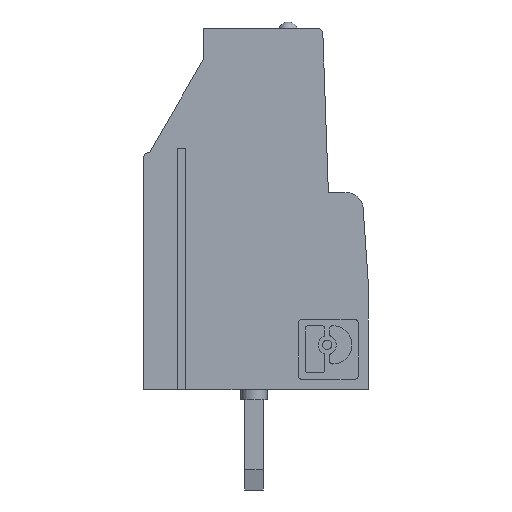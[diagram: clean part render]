
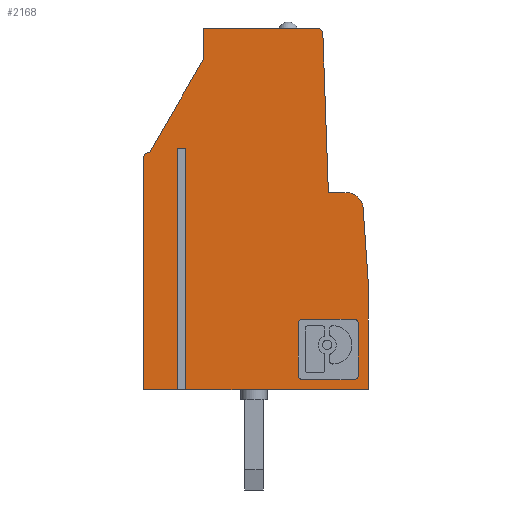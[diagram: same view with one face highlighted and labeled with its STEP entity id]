
A CAD part, left-side view. The second image highlights one B-rep face of the part: STEP entity #2168.
In plain terms, the highlighted planar face has unit normal (-1, 0, 0).
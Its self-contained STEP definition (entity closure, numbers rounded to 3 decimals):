
#539 = VERTEX_POINT('',#540);
#540 = CARTESIAN_POINT('',(-2.515,5.6,12.));
#546 = EDGE_CURVE('',#547,#539,#549,.T.);
#547 = VERTEX_POINT('',#548);
#548 = CARTESIAN_POINT('',(-2.515,5.3,12.3));
#549 = CIRCLE('',#550,0.3);
#550 = AXIS2_PLACEMENT_3D('',#551,#552,#553);
#551 = CARTESIAN_POINT('',(-2.515,5.3,12.));
#552 = DIRECTION('',(-1.,0.,0.));
#553 = DIRECTION('',(0.,-1.,0.));
#581 = VERTEX_POINT('',#582);
#582 = CARTESIAN_POINT('',(-2.515,2.6,16.977));
#595 = EDGE_CURVE('',#581,#547,#596,.T.);
#596 = LINE('',#597,#598);
#597 = CARTESIAN_POINT('',(-2.515,55.695,
    -74.986));
#598 = VECTOR('',#599,1.);
#599 = DIRECTION('',(0.,0.5,-0.866));
#1500 = VERTEX_POINT('',#1501);
#1501 = CARTESIAN_POINT('',(-2.515,-4.533,10.3
    ));
#1507 = EDGE_CURVE('',#1508,#1500,#1510,.T.);
#1508 = VERTEX_POINT('',#1509);
#1509 = CARTESIAN_POINT('',(-2.515,-5.331,
    9.555));
#1510 = CIRCLE('',#1511,0.8);
#1511 = AXIS2_PLACEMENT_3D('',#1512,#1513,#1514);
#1512 = CARTESIAN_POINT('',(-2.515,-4.533,9.5)
  );
#1513 = DIRECTION('',(-1.,0.,0.));
#1514 = DIRECTION('',(0.,-1.,0.));
#1753 = VERTEX_POINT('',#1754);
#1754 = CARTESIAN_POINT('',(-2.515,-5.6,0.5));
#1762 = VERTEX_POINT('',#1763);
#1763 = CARTESIAN_POINT('',(-2.515,-5.6,5.67));
#1769 = EDGE_CURVE('',#1753,#1762,#1770,.T.);
#1770 = LINE('',#1771,#1772);
#1771 = CARTESIAN_POINT('',(-2.515,-5.6,-74.986));
#1772 = VECTOR('',#1773,1.);
#1773 = DIRECTION('',(0.,0.,1.));
#1784 = EDGE_CURVE('',#1762,#1508,#1785,.T.);
#1785 = LINE('',#1786,#1787);
#1786 = CARTESIAN_POINT('',(-2.515,-11.174,
    -74.986));
#1787 = VECTOR('',#1788,1.);
#1788 = DIRECTION('',(0.,0.069,
    0.998));
#1818 = VERTEX_POINT('',#1819);
#1819 = CARTESIAN_POINT('',(-2.515,-3.603,
    10.3));
#1825 = EDGE_CURVE('',#1500,#1818,#1826,.T.);
#1826 = LINE('',#1827,#1828);
#1827 = CARTESIAN_POINT('',(-2.515,-39.897,
    10.3));
#1828 = VECTOR('',#1829,1.);
#1829 = DIRECTION('',(0.,1.,0.));
#1905 = VERTEX_POINT('',#1906);
#1906 = CARTESIAN_POINT('',(-2.515,3.907,12.5));
#1912 = EDGE_CURVE('',#1905,#1913,#1915,.T.);
#1913 = VERTEX_POINT('',#1914);
#1914 = CARTESIAN_POINT('',(-2.515,3.907,0.5));
#1915 = LINE('',#1916,#1917);
#1916 = CARTESIAN_POINT('',(-2.515,3.907,-74.986));
#1917 = VECTOR('',#1918,1.);
#1918 = DIRECTION('',(0.,0.,-1.));
#2122 = VERTEX_POINT('',#2123);
#2123 = CARTESIAN_POINT('',(-2.515,3.493,12.5));
#2129 = EDGE_CURVE('',#1905,#2122,#2130,.T.);
#2130 = LINE('',#2131,#2132);
#2131 = CARTESIAN_POINT('',(-2.515,-39.897,
    12.5));
#2132 = VECTOR('',#2133,1.);
#2133 = DIRECTION('',(0.,-1.,0.));
#2148 = EDGE_CURVE('',#2122,#2149,#2151,.T.);
#2149 = VERTEX_POINT('',#2150);
#2150 = CARTESIAN_POINT('',(-2.515,3.493,0.5));
#2151 = LINE('',#2152,#2153);
#2152 = CARTESIAN_POINT('',(-2.515,3.493,-74.986));
#2153 = VECTOR('',#2154,1.);
#2154 = DIRECTION('',(0.,0.,-1.));
#2168 = ADVANCED_FACE('',(#2169,#2231),#2301,.T.);
#2169 = FACE_BOUND('',#2170,.T.);
#2170 = EDGE_LOOP('',(#2171,#2182,#2190,#2196,#2197,#2198,#2206,#2212,
    #2213,#2214,#2215,#2221,#2222,#2223,#2224,#2225));
#2171 = ORIENTED_EDGE('',*,*,#2172,.T.);
#2172 = EDGE_CURVE('',#2173,#2175,#2177,.T.);
#2173 = VERTEX_POINT('',#2174);
#2174 = CARTESIAN_POINT('',(-2.515,-3.327,
    18.21));
#2175 = VERTEX_POINT('',#2176);
#2176 = CARTESIAN_POINT('',(-2.515,-3.027,
    18.5));
#2177 = CIRCLE('',#2178,0.3);
#2178 = AXIS2_PLACEMENT_3D('',#2179,#2180,#2181);
#2179 = CARTESIAN_POINT('',(-2.515,-3.027,
    18.2));
#2180 = DIRECTION('',(-1.,0.,0.));
#2181 = DIRECTION('',(0.,-1.,0.));
#2182 = ORIENTED_EDGE('',*,*,#2183,.F.);
#2183 = EDGE_CURVE('',#2184,#2175,#2186,.T.);
#2184 = VERTEX_POINT('',#2185);
#2185 = CARTESIAN_POINT('',(-2.515,2.6,18.5));
#2186 = LINE('',#2187,#2188);
#2187 = CARTESIAN_POINT('',(-2.515,-39.897,
    18.5));
#2188 = VECTOR('',#2189,1.);
#2189 = DIRECTION('',(0.,-1.,0.));
#2190 = ORIENTED_EDGE('',*,*,#2191,.T.);
#2191 = EDGE_CURVE('',#2184,#581,#2192,.T.);
#2192 = LINE('',#2193,#2194);
#2193 = CARTESIAN_POINT('',(-2.515,2.6,-74.986));
#2194 = VECTOR('',#2195,1.);
#2195 = DIRECTION('',(0.,0.,-1.));
#2196 = ORIENTED_EDGE('',*,*,#595,.T.);
#2197 = ORIENTED_EDGE('',*,*,#546,.T.);
#2198 = ORIENTED_EDGE('',*,*,#2199,.F.);
#2199 = EDGE_CURVE('',#2200,#539,#2202,.T.);
#2200 = VERTEX_POINT('',#2201);
#2201 = CARTESIAN_POINT('',(-2.515,5.6,0.5));
#2202 = LINE('',#2203,#2204);
#2203 = CARTESIAN_POINT('',(-2.515,5.6,-74.986));
#2204 = VECTOR('',#2205,1.);
#2205 = DIRECTION('',(0.,0.,1.));
#2206 = ORIENTED_EDGE('',*,*,#2207,.F.);
#2207 = EDGE_CURVE('',#1913,#2200,#2208,.T.);
#2208 = LINE('',#2209,#2210);
#2209 = CARTESIAN_POINT('',(-2.515,-39.897,
    0.5));
#2210 = VECTOR('',#2211,1.);
#2211 = DIRECTION('',(0.,1.,0.));
#2212 = ORIENTED_EDGE('',*,*,#1912,.F.);
#2213 = ORIENTED_EDGE('',*,*,#2129,.T.);
#2214 = ORIENTED_EDGE('',*,*,#2148,.T.);
#2215 = ORIENTED_EDGE('',*,*,#2216,.F.);
#2216 = EDGE_CURVE('',#1753,#2149,#2217,.T.);
#2217 = LINE('',#2218,#2219);
#2218 = CARTESIAN_POINT('',(-2.515,-39.897,
    0.5));
#2219 = VECTOR('',#2220,1.);
#2220 = DIRECTION('',(0.,1.,0.));
#2221 = ORIENTED_EDGE('',*,*,#1769,.T.);
#2222 = ORIENTED_EDGE('',*,*,#1784,.T.);
#2223 = ORIENTED_EDGE('',*,*,#1507,.T.);
#2224 = ORIENTED_EDGE('',*,*,#1825,.T.);
#2225 = ORIENTED_EDGE('',*,*,#2226,.T.);
#2226 = EDGE_CURVE('',#1818,#2173,#2227,.T.);
#2227 = LINE('',#2228,#2229);
#2228 = CARTESIAN_POINT('',(-2.515,-6.582,
    -74.986));
#2229 = VECTOR('',#2230,1.);
#2230 = DIRECTION('',(0.,0.035,
    0.999));
#2231 = FACE_BOUND('',#2232,.T.);
#2232 = EDGE_LOOP('',(#2233,#2243,#2252,#2260,#2269,#2277,#2286,#2294));
#2233 = ORIENTED_EDGE('',*,*,#2234,.F.);
#2234 = EDGE_CURVE('',#2235,#2237,#2239,.T.);
#2235 = VERTEX_POINT('',#2236);
#2236 = CARTESIAN_POINT('',(-2.515,-2.1,3.789));
#2237 = VERTEX_POINT('',#2238);
#2238 = CARTESIAN_POINT('',(-2.515,-2.1,1.211));
#2239 = LINE('',#2240,#2241);
#2240 = CARTESIAN_POINT('',(-2.515,-2.1,-74.986));
#2241 = VECTOR('',#2242,1.);
#2242 = DIRECTION('',(0.,0.,-1.));
#2243 = ORIENTED_EDGE('',*,*,#2244,.F.);
#2244 = EDGE_CURVE('',#2245,#2235,#2247,.T.);
#2245 = VERTEX_POINT('',#2246);
#2246 = CARTESIAN_POINT('',(-2.515,-2.311,
    4.));
#2247 = CIRCLE('',#2248,0.211);
#2248 = AXIS2_PLACEMENT_3D('',#2249,#2250,#2251);
#2249 = CARTESIAN_POINT('',(-2.515,-2.311,
    3.789));
#2250 = DIRECTION('',(-1.,0.,0.));
#2251 = DIRECTION('',(0.,-1.,0.));
#2252 = ORIENTED_EDGE('',*,*,#2253,.F.);
#2253 = EDGE_CURVE('',#2254,#2245,#2256,.T.);
#2254 = VERTEX_POINT('',#2255);
#2255 = CARTESIAN_POINT('',(-2.515,-4.889,
    4.));
#2256 = LINE('',#2257,#2258);
#2257 = CARTESIAN_POINT('',(-2.515,-39.897,
    4.));
#2258 = VECTOR('',#2259,1.);
#2259 = DIRECTION('',(0.,1.,0.));
#2260 = ORIENTED_EDGE('',*,*,#2261,.F.);
#2261 = EDGE_CURVE('',#2262,#2254,#2264,.T.);
#2262 = VERTEX_POINT('',#2263);
#2263 = CARTESIAN_POINT('',(-2.515,-5.1,3.789));
#2264 = CIRCLE('',#2265,0.211);
#2265 = AXIS2_PLACEMENT_3D('',#2266,#2267,#2268);
#2266 = CARTESIAN_POINT('',(-2.515,-4.889,
    3.789));
#2267 = DIRECTION('',(-1.,0.,0.));
#2268 = DIRECTION('',(0.,-1.,0.));
#2269 = ORIENTED_EDGE('',*,*,#2270,.T.);
#2270 = EDGE_CURVE('',#2262,#2271,#2273,.T.);
#2271 = VERTEX_POINT('',#2272);
#2272 = CARTESIAN_POINT('',(-2.515,-5.1,1.211));
#2273 = LINE('',#2274,#2275);
#2274 = CARTESIAN_POINT('',(-2.515,-5.1,-74.986));
#2275 = VECTOR('',#2276,1.);
#2276 = DIRECTION('',(0.,0.,-1.));
#2277 = ORIENTED_EDGE('',*,*,#2278,.F.);
#2278 = EDGE_CURVE('',#2279,#2271,#2281,.T.);
#2279 = VERTEX_POINT('',#2280);
#2280 = CARTESIAN_POINT('',(-2.515,-4.889,
    1.));
#2281 = CIRCLE('',#2282,0.211);
#2282 = AXIS2_PLACEMENT_3D('',#2283,#2284,#2285);
#2283 = CARTESIAN_POINT('',(-2.515,-4.889,
    1.211));
#2284 = DIRECTION('',(-1.,0.,0.));
#2285 = DIRECTION('',(0.,-1.,0.));
#2286 = ORIENTED_EDGE('',*,*,#2287,.T.);
#2287 = EDGE_CURVE('',#2279,#2288,#2290,.T.);
#2288 = VERTEX_POINT('',#2289);
#2289 = CARTESIAN_POINT('',(-2.515,-2.311,
    1.));
#2290 = LINE('',#2291,#2292);
#2291 = CARTESIAN_POINT('',(-2.515,-39.897,
    1.));
#2292 = VECTOR('',#2293,1.);
#2293 = DIRECTION('',(0.,1.,0.));
#2294 = ORIENTED_EDGE('',*,*,#2295,.F.);
#2295 = EDGE_CURVE('',#2237,#2288,#2296,.T.);
#2296 = CIRCLE('',#2297,0.211);
#2297 = AXIS2_PLACEMENT_3D('',#2298,#2299,#2300);
#2298 = CARTESIAN_POINT('',(-2.515,-2.311,
    1.211));
#2299 = DIRECTION('',(-1.,0.,0.));
#2300 = DIRECTION('',(0.,-1.,0.));
#2301 = PLANE('',#2302);
#2302 = AXIS2_PLACEMENT_3D('',#2303,#2304,#2305);
#2303 = CARTESIAN_POINT('',(-2.515,-39.897,
    -74.986));
#2304 = DIRECTION('',(-1.,0.,0.));
#2305 = DIRECTION('',(0.,-1.,0.));
